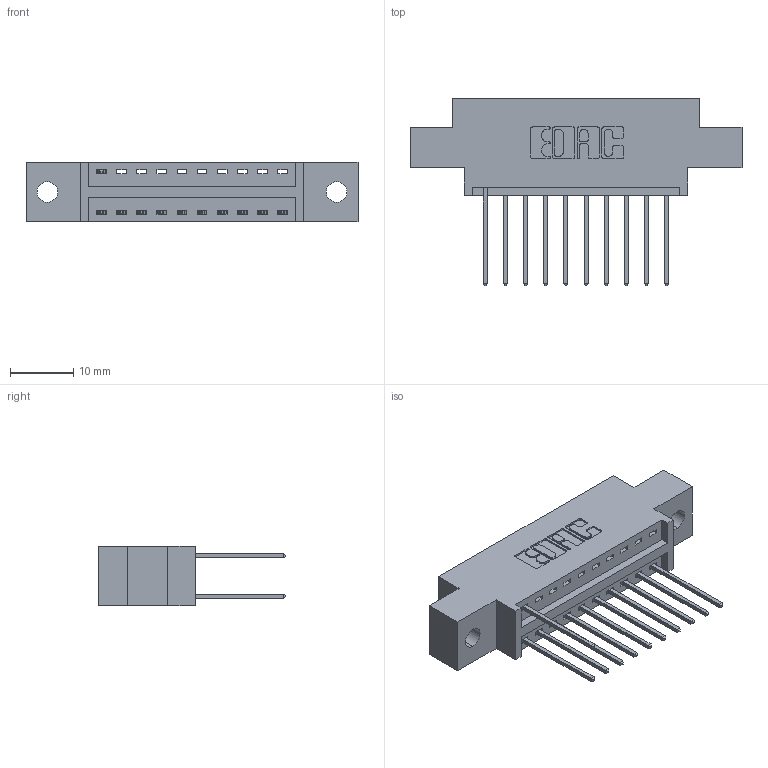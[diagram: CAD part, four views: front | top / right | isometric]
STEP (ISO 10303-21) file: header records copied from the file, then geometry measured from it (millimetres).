
FILE_DESCRIPTION (( 'STEP AP203' ), '1' );
FILE_NAME ('346-020-540-802.STEP', '2018-08-20T21:41:26', ( '' ), ( '' ), 'SwSTEP 2.0', 'SolidWorks 2016', '' );
FILE_SCHEMA (( 'CONFIG_CONTROL_DESIGN' ));
Length unit declared in the file: inch
Products named in the file (3): 346 Part_0.170 Offset - 0.128 Dia; 345-292-001_345-293-140; 346-020-540-802
Assembly tree (12 placements, depth 2):
  346-020-540-802
    346 Part_0.170 Offset - 0.128 Dia
    345-292-001_345-293-140  x11
Bounding box: 52.32 x 29.46 x 9.4 mm (x, y, z)
Volume: 4623.1 mm3; surface area: 5492.4 mm2
Topology: 12 solids, 12 shells, 752 faces, 2235 edges, 1474 vertices
Faces by surface type: plane 510, cylinder 242
Entity records: 10699 total; most frequent: CARTESIAN_POINT 1847, ORIENTED_EDGE 1790, DIRECTION 1669, EDGE_CURVE 895, VECTOR 723, LINE 723, VERTEX_POINT 594, AXIS2_PLACEMENT_3D 473
